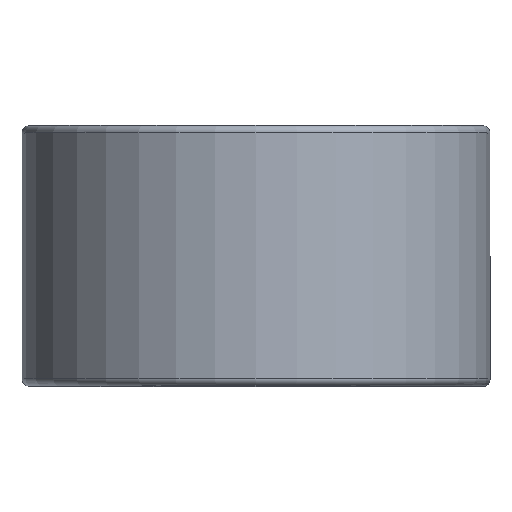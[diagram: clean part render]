
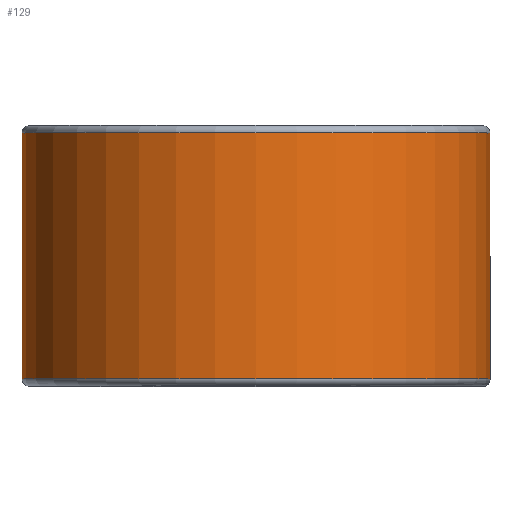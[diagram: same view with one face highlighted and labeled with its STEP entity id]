
A CAD part, top view. The second image highlights one B-rep face of the part: STEP entity #129.
In plain terms, the highlighted cylindrical face has radius 24.232 mm (diameter 48.463 mm), a partial arc.
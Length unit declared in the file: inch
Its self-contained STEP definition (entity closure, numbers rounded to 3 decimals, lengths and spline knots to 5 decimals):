
#7 = VERTEX_POINT ( 'NONE', #189 ) ;
#109 = ORIENTED_EDGE ( 'NONE', *, *, #1299, .F. ) ;
#129 = ADVANCED_FACE ( 'NONE', ( #2129 ), #619, .T. ) ;
#169 = CARTESIAN_POINT ( 'NONE',  ( 0., 0.50125, -0.954 ) ) ;
#189 = CARTESIAN_POINT ( 'NONE',  ( 0.954, -0.50125, 0. ) ) ;
#263 = AXIS2_PLACEMENT_3D ( 'NONE', #352, #1675, #559 ) ;
#323 = AXIS2_PLACEMENT_3D ( 'NONE', #1709, #1894, #1693 ) ;
#352 = CARTESIAN_POINT ( 'NONE',  ( 0., -0.50125, 0. ) ) ;
#356 = VERTEX_POINT ( 'NONE', #1734 ) ;
#438 = EDGE_CURVE ( 'NONE', #7, #356, #1133, .T. ) ;
#490 = VERTEX_POINT ( 'NONE', #169 ) ;
#507 = AXIS2_PLACEMENT_3D ( 'NONE', #2448, #637, #1260 ) ;
#559 = DIRECTION ( 'NONE',  ( 0., 0., -1. ) ) ;
#566 = EDGE_LOOP ( 'NONE', ( #2100, #1275, #109, #1447 ) ) ;
#619 = CYLINDRICAL_SURFACE ( 'NONE', #323, 0.954 ) ;
#637 = DIRECTION ( 'NONE',  ( 0., -1., 0. ) ) ;
#963 = VERTEX_POINT ( 'NONE', #2264 ) ;
#1077 = CARTESIAN_POINT ( 'NONE',  ( 0., 0.50125, -0.954 ) ) ;
#1127 = VECTOR ( 'NONE', #1551, 39.37008 ) ;
#1133 = LINE ( 'NONE', #1685, #1127 ) ;
#1237 = EDGE_CURVE ( 'NONE', #356, #490, #2127, .T. ) ;
#1260 = DIRECTION ( 'NONE',  ( 0., 0., -1. ) ) ;
#1264 = DIRECTION ( 'NONE',  ( 0., 1., 0. ) ) ;
#1275 = ORIENTED_EDGE ( 'NONE', *, *, #1237, .T. ) ;
#1299 = EDGE_CURVE ( 'NONE', #963, #490, #2102, .T. ) ;
#1447 = ORIENTED_EDGE ( 'NONE', *, *, #1641, .F. ) ;
#1551 = DIRECTION ( 'NONE',  ( 0., 1., 0. ) ) ;
#1559 = CIRCLE ( 'NONE', #263, 0.954 ) ;
#1641 = EDGE_CURVE ( 'NONE', #7, #963, #1559, .T. ) ;
#1675 = DIRECTION ( 'NONE',  ( 0., -1., 0. ) ) ;
#1685 = CARTESIAN_POINT ( 'NONE',  ( 0.954, 0.50125, 0. ) ) ;
#1693 = DIRECTION ( 'NONE',  ( 0., 0., -1. ) ) ;
#1709 = CARTESIAN_POINT ( 'NONE',  ( 0., 0.5, 0. ) ) ;
#1734 = CARTESIAN_POINT ( 'NONE',  ( 0.954, 0.50125, 0. ) ) ;
#1894 = DIRECTION ( 'NONE',  ( 0., -1., 0. ) ) ;
#2075 = VECTOR ( 'NONE', #1264, 39.37008 ) ;
#2100 = ORIENTED_EDGE ( 'NONE', *, *, #438, .T. ) ;
#2102 = LINE ( 'NONE', #1077, #2075 ) ;
#2127 = CIRCLE ( 'NONE', #507, 0.954 ) ;
#2129 = FACE_OUTER_BOUND ( 'NONE', #566, .T. ) ;
#2264 = CARTESIAN_POINT ( 'NONE',  ( 0., -0.50125, -0.954 ) ) ;
#2448 = CARTESIAN_POINT ( 'NONE',  ( 0., 0.50125, 0. ) ) ;
